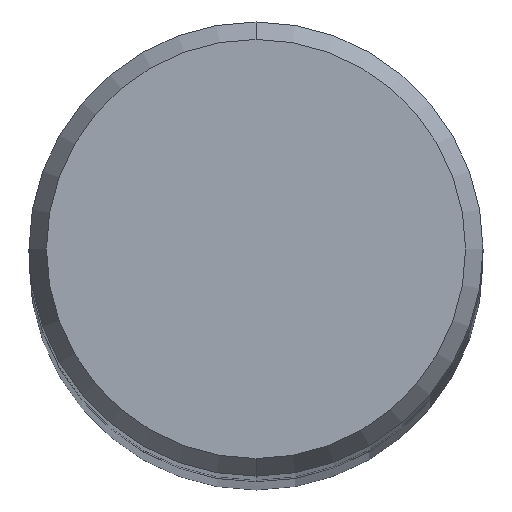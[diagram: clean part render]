
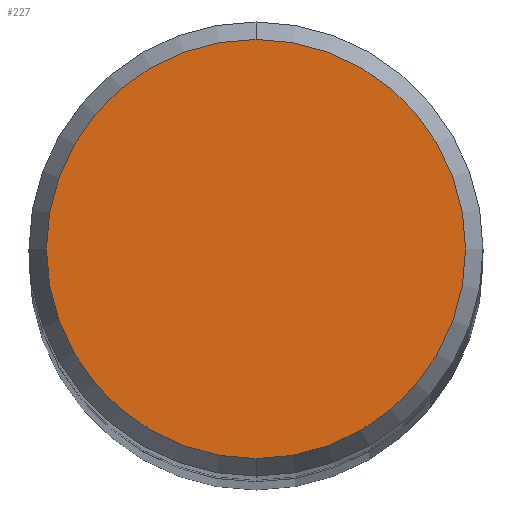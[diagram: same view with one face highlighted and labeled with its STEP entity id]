
A CAD part, top view. The second image highlights one B-rep face of the part: STEP entity #227.
In plain terms, the highlighted planar face has unit normal (0, 0, 1).
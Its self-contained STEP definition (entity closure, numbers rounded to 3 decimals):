
#179=EDGE_CURVE('',#201,#217,#341,.T.);
#201=VERTEX_POINT('',#366);
#217=VERTEX_POINT('',#383);
#225=EDGE_CURVE('',#217,#201,#391,.T.);
#227=ADVANCED_FACE('',(#393),#394,.T.);
#341=CIRCLE('',#529,5.498);
#366=CARTESIAN_POINT('',(0.0,5.498,0.0));
#383=CARTESIAN_POINT('',(0.,-5.498,0.0));
#391=CIRCLE('',#593,5.498);
#393=FACE_OUTER_BOUND('',#595,.T.);
#394=PLANE('',#596);
#529=AXIS2_PLACEMENT_3D('',#720,#721,#722);
#593=AXIS2_PLACEMENT_3D('',#776,#777,#778);
#595=EDGE_LOOP('',(#780,#781));
#596=AXIS2_PLACEMENT_3D('',#782,#783,#784);
#720=CARTESIAN_POINT('',(0.0,0.0,0.0));
#721=DIRECTION('',(0.0,0.0,-1.0));
#722=DIRECTION('',(0.0,1.0,0.0));
#776=CARTESIAN_POINT('',(0.0,0.0,0.0));
#777=DIRECTION('',(0.0,0.0,-1.0));
#778=DIRECTION('',(0.0,1.0,0.0));
#780=ORIENTED_EDGE('',*,*,#179,.F.);
#781=ORIENTED_EDGE('',*,*,#225,.F.);
#782=CARTESIAN_POINT('',(0.0,2.749,0.0));
#783=DIRECTION('',(-0.0,0.0,1.0));
#784=DIRECTION('',(0.0,-1.0,0.0));
